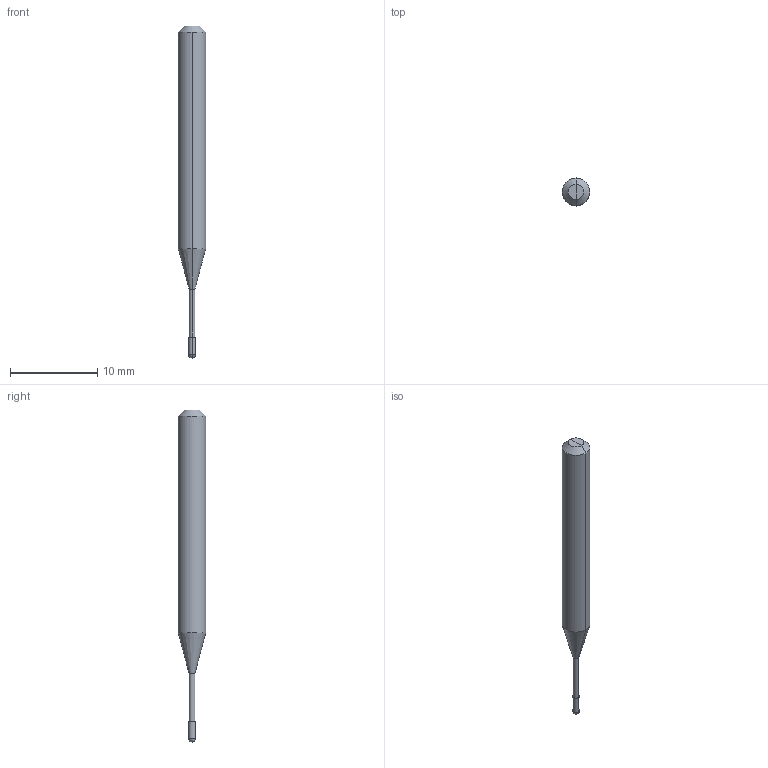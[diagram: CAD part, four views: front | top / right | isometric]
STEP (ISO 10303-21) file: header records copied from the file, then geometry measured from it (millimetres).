
FILE_DESCRIPTION((''),'2;1');
FILE_NAME('eXobj0000_03AB967C','',('ISBE GmbH'),('ISBE GmbH'), 'ISBE STEP IO v1.1','originating_system','authorisation');
FILE_SCHEMA(('AUTOMOTIVE_DESIGN { 1 0 10303 214 1 1 1 1 }'));
Length unit declared in the file: millimetre
Products named in the file (2): NOCUT0; RootObj
Assembly tree (1 placements, depth 2):
  RootObj
    NOCUT0
Bounding box: 3.17 x 3.17 x 38.1 mm (x, y, z)
Volume: 218.8 mm3; surface area: 305 mm2
Topology: 1 solids, 1 shells, 16 faces, 32 edges, 16 vertices
Faces by surface type: cylinder 6, plane 4, cone 4, sphere 2
Entity records: 870 total; most frequent: DIRECTION 148, CARTESIAN_POINT 127, LINE 68, VECTOR 68, ORIENTED_EDGE 60, PCURVE 60, DEFINITIONAL_REPRESENTATION 60, AXIS2_PLACEMENT_3D 37
